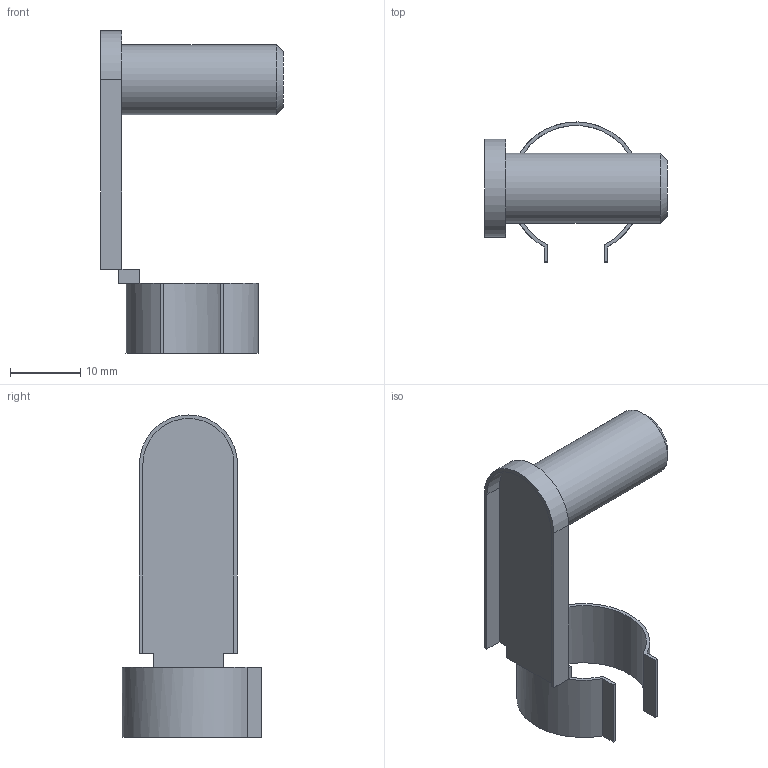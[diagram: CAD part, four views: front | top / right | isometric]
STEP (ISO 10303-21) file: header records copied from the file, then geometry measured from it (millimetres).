
FILE_DESCRIPTION( ( 'STEP AP203' ), '1' );
FILE_NAME( 'LOCKABLE PINS PM10x20.stp', '2018-12-21T07:29:57', ( '' ), ( '' ), ' ', 'PARTsolutions', ' ' );
FILE_SCHEMA( ( 'CONFIG_CONTROL_DESIGN' ) );
Length unit declared in the file: millimetre
Products named in the file (1): _LOCKABLE PINS PM10x20
Bounding box: 26 x 20 x 46 mm (x, y, z)
Volume: 2422.3 mm3; surface area: 3249.8 mm2
Topology: 1 solids, 1 shells, 29 faces, 74 edges, 48 vertices
Faces by surface type: plane 23, cylinder 5, cone 1
Full cylindrical faces by diameter (mm): 10 x1
Entity records: 896 total; most frequent: CARTESIAN_POINT 148, DIRECTION 146, ORIENTED_EDGE 142, EDGE_CURVE 71, LINE 56, VECTOR 56, VERTEX_POINT 47, AXIS2_PLACEMENT_3D 45
